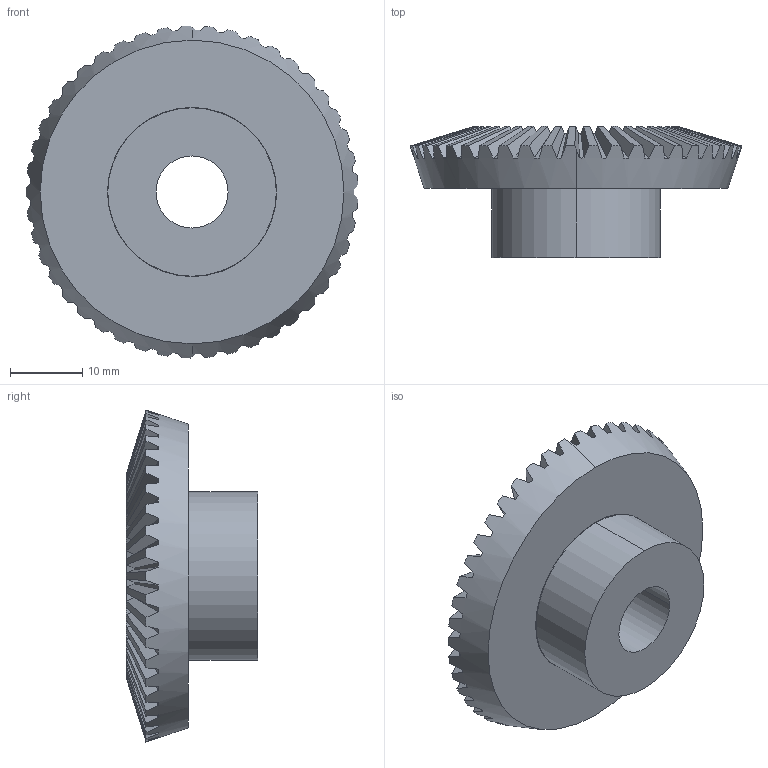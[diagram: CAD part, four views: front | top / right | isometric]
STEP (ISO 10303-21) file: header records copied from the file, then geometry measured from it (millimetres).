
FILE_DESCRIPTION(('STEP AP214'),'1');
FILE_NAME('p_101545-45.stp','2019-08-13T11:28:49',('TraceParts'),('TraceParts S.A.'),'Spatial InterOp 3D',' ',' ');
FILE_SCHEMA(('AUTOMOTIVE_DESIGN { 1 0 10303 214 1 1 1 1 }'));
Length unit declared in the file: millimetre
Products named in the file (1): p_101545-45
Bounding box: 46.08 x 18.2 x 46.1 mm (x, y, z)
Volume: 13197.7 mm3; surface area: 5846.7 mm2
Topology: 1 solids, 1 shells, 193 faces, 571 edges, 381 vertices
Faces by surface type: plane 138, cone 49, cylinder 4, torus 2
Entity records: 6257 total; most frequent: CARTESIAN_POINT 1694, ORIENTED_EDGE 1142, DIRECTION 884, EDGE_CURVE 571, AXIS2_PLACEMENT_3D 393, VERTEX_POINT 381, EDGE_LOOP 196, ADVANCED_FACE 193
